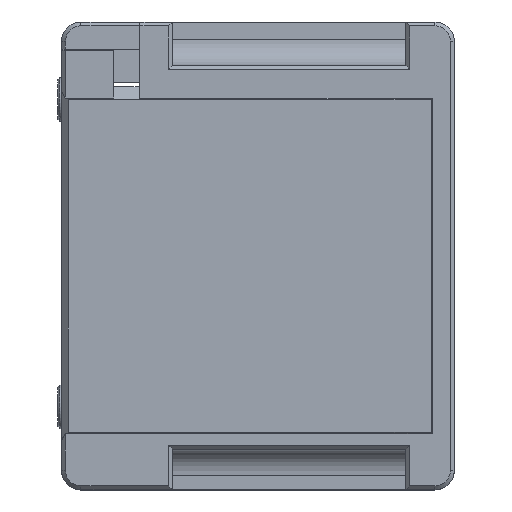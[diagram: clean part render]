
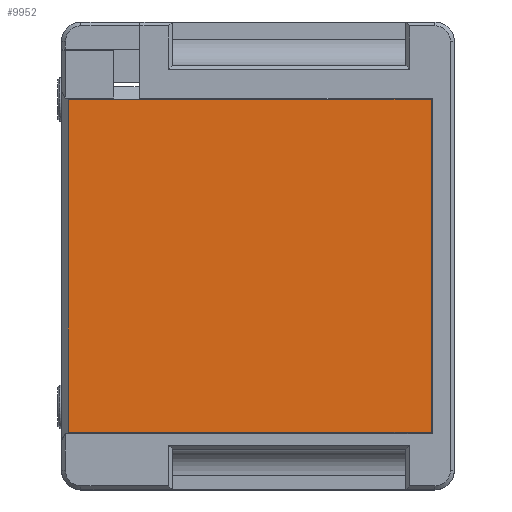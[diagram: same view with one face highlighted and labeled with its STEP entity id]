
A CAD part, top view. The second image highlights one B-rep face of the part: STEP entity #9952.
In plain terms, the highlighted planar face has unit normal (0, 0, 1).
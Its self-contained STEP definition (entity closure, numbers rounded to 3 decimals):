
#1115=FACE_OUTER_BOUND('',#1698,.T.);
#1698=EDGE_LOOP('',(#8504,#8505,#8506,#8507));
#2610=LINE('',#17074,#3653);
#2611=LINE('',#17077,#3654);
#2612=LINE('',#17079,#3655);
#2613=LINE('',#17080,#3656);
#3653=VECTOR('',#13191,10.);
#3654=VECTOR('',#13194,10.);
#3655=VECTOR('',#13195,10.);
#3656=VECTOR('',#13196,10.);
#4611=VERTEX_POINT('',#17068);
#4613=VERTEX_POINT('',#17072);
#4614=VERTEX_POINT('',#17076);
#4615=VERTEX_POINT('',#17078);
#5941=EDGE_CURVE('',#4611,#4613,#2610,.T.);
#5942=EDGE_CURVE('',#4613,#4614,#2611,.F.);
#5943=EDGE_CURVE('',#4615,#4614,#2612,.F.);
#5944=EDGE_CURVE('',#4611,#4615,#2613,.T.);
#8504=ORIENTED_EDGE('',*,*,#5941,.T.);
#8505=ORIENTED_EDGE('',*,*,#5942,.T.);
#8506=ORIENTED_EDGE('',*,*,#5943,.F.);
#8507=ORIENTED_EDGE('',*,*,#5944,.F.);
#9425=PLANE('',#10818);
#9952=ADVANCED_FACE('',(#1115),#9425,.T.);
#10818=AXIS2_PLACEMENT_3D('',#17075,#13192,#13193);
#13191=DIRECTION('',(0.,-1.,0.));
#13192=DIRECTION('center_axis',(0.,0.,1.));
#13193=DIRECTION('ref_axis',(0.,-1.,0.));
#13194=DIRECTION('',(-1.,0.,0.));
#13195=DIRECTION('',(0.,1.,0.));
#13196=DIRECTION('',(1.,0.,0.));
#17068=CARTESIAN_POINT('',(160.397,15.879,12.4));
#17072=CARTESIAN_POINT('',(160.397,-18.539,12.4));
#17074=CARTESIAN_POINT('',(160.397,18.5,12.4));
#17075=CARTESIAN_POINT('Origin',(159.997,16.02,12.4));
#17076=CARTESIAN_POINT('',(197.897,-18.539,12.4));
#17077=CARTESIAN_POINT('',(159.997,-18.539,12.4));
#17078=CARTESIAN_POINT('',(197.897,15.879,12.4));
#17079=CARTESIAN_POINT('',(197.897,7.345,12.4));
#17080=CARTESIAN_POINT('',(159.997,15.879,12.4));
